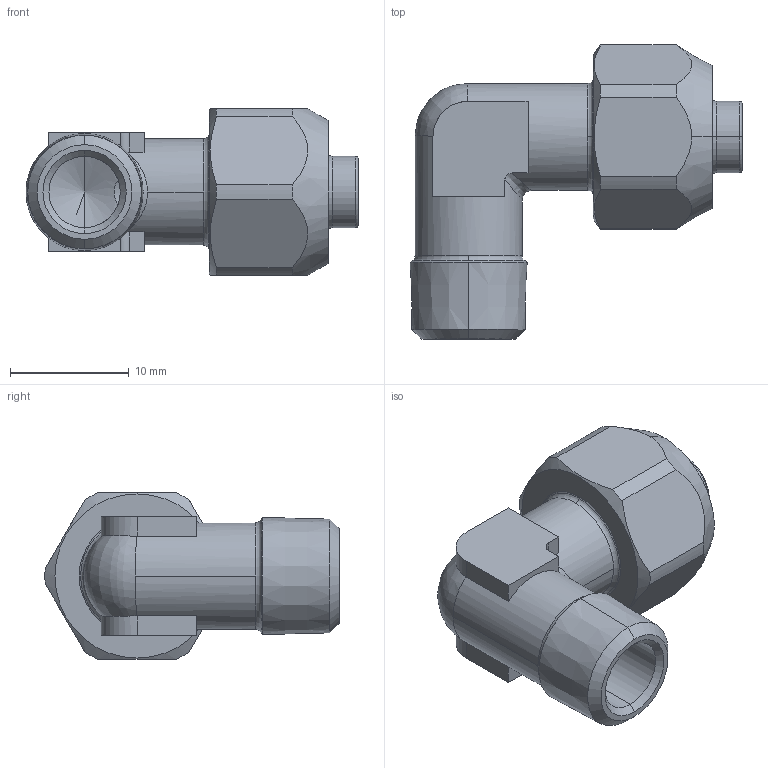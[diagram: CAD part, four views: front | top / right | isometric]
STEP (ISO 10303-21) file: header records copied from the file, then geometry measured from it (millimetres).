
FILE_DESCRIPTION (( 'STEP AP203' ), '1' );
FILE_NAME ('X2040041.STEP', '2011-07-13T08:07:26', ( 'Flavio' ), ( '' ), 'SwSTEP 2.0', 'SolidWorks 2011', '' );
FILE_SCHEMA (( 'CONFIG_CONTROL_DESIGN' ));
Length unit declared in the file: millimetre
Products named in the file (1): X2040041
Bounding box: 27.93 x 24.75 x 14 mm (x, y, z)
Volume: 2610.4 mm3; surface area: 2271.1 mm2
Topology: 1 solids, 1 shells, 70 faces, 185 edges, 117 vertices
Faces by surface type: plane 24, cylinder 20, cone 18, torus 6, bspline 2
Entity records: 2575 total; most frequent: CARTESIAN_POINT 807, ORIENTED_EDGE 366, DIRECTION 348, EDGE_CURVE 183, AXIS2_PLACEMENT_3D 136, VERTEX_POINT 117, VECTOR 76, LINE 76
